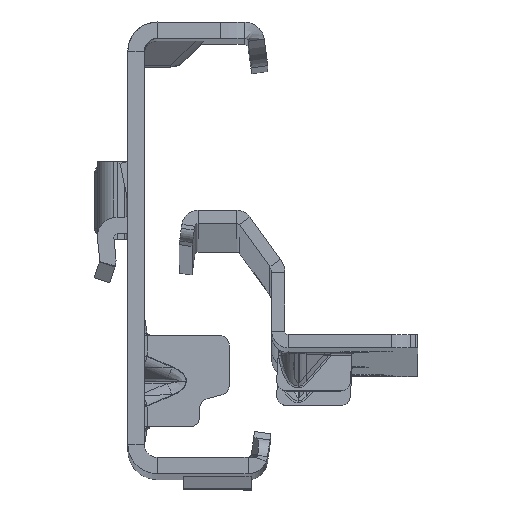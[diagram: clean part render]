
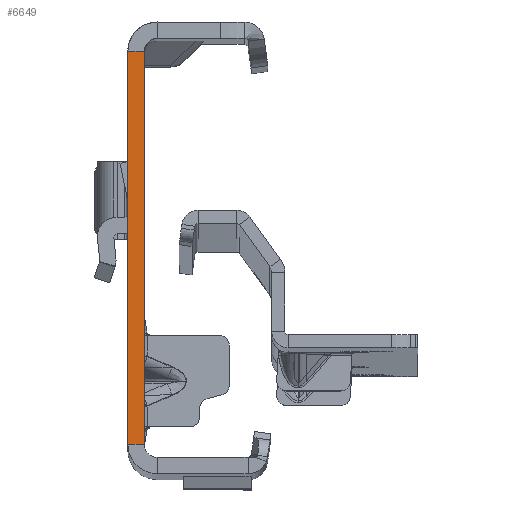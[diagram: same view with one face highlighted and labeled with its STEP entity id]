
A CAD part, top view. The second image highlights one B-rep face of the part: STEP entity #6649.
In plain terms, the highlighted planar face has unit normal (0, 0, 1).
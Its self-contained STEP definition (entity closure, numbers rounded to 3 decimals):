
#421 = LINE ( 'NONE', #8940, #16544 ) ;
#1204 = EDGE_CURVE ( 'NONE', #13849, #16274, #2360, .T. ) ;
#1255 = FACE_OUTER_BOUND ( 'NONE', #13126, .T. ) ;
#1428 = ORIENTED_EDGE ( 'NONE', *, *, #15984, .T. ) ;
#2360 = LINE ( 'NONE', #2722, #13589 ) ;
#2722 = CARTESIAN_POINT ( 'NONE',  ( 0., 30., 0. ) ) ;
#3443 = ORIENTED_EDGE ( 'NONE', *, *, #3719, .F. ) ;
#3446 = ORIENTED_EDGE ( 'NONE', *, *, #1204, .T. ) ;
#3719 = EDGE_CURVE ( 'NONE', #14735, #7770, #421, .T. ) ;
#3742 = LINE ( 'NONE', #17964, #5245 ) ;
#3997 = DIRECTION ( 'NONE',  ( 0., 0., 1. ) ) ;
#5245 = VECTOR ( 'NONE', #12144, 1000. ) ;
#5416 = CARTESIAN_POINT ( 'NONE',  ( -2.5, -30., 0. ) ) ;
#6076 = VECTOR ( 'NONE', #17516, 1000. ) ;
#6405 = CARTESIAN_POINT ( 'NONE',  ( 0., -32., 0. ) ) ;
#6649 = ADVANCED_FACE ( 'NONE', ( #1255 ), #6907, .T. ) ;
#6907 = PLANE ( 'NONE',  #8457 ) ;
#7770 = VERTEX_POINT ( 'NONE', #5416 ) ;
#8369 = CARTESIAN_POINT ( 'NONE',  ( -2.5, -32., 0. ) ) ;
#8457 = AXIS2_PLACEMENT_3D ( 'NONE', #8369, #3997, #12477 ) ;
#8645 = CARTESIAN_POINT ( 'NONE',  ( -2.5, 30., 0. ) ) ;
#8940 = CARTESIAN_POINT ( 'NONE',  ( 0., -30., 0. ) ) ;
#9652 = ORIENTED_EDGE ( 'NONE', *, *, #13165, .F. ) ;
#11762 = CARTESIAN_POINT ( 'NONE',  ( 0., 30., 0. ) ) ;
#12144 = DIRECTION ( 'NONE',  ( 0., -1., 0. ) ) ;
#12477 = DIRECTION ( 'NONE',  ( 1., 0., 0. ) ) ;
#13034 = DIRECTION ( 'NONE',  ( -1., 0., 0. ) ) ;
#13126 = EDGE_LOOP ( 'NONE', ( #9652, #3446, #1428, #3443 ) ) ;
#13165 = EDGE_CURVE ( 'NONE', #13849, #14735, #15961, .T. ) ;
#13589 = VECTOR ( 'NONE', #16215, 1000. ) ;
#13849 = VERTEX_POINT ( 'NONE', #11762 ) ;
#14735 = VERTEX_POINT ( 'NONE', #15873 ) ;
#15873 = CARTESIAN_POINT ( 'NONE',  ( 0., -30., 0. ) ) ;
#15961 = LINE ( 'NONE', #6405, #6076 ) ;
#15984 = EDGE_CURVE ( 'NONE', #16274, #7770, #3742, .T. ) ;
#16215 = DIRECTION ( 'NONE',  ( -1., 0., 0. ) ) ;
#16274 = VERTEX_POINT ( 'NONE', #8645 ) ;
#16544 = VECTOR ( 'NONE', #13034, 1000. ) ;
#17516 = DIRECTION ( 'NONE',  ( 0., -1., 0. ) ) ;
#17964 = CARTESIAN_POINT ( 'NONE',  ( -2.5, -32., 0. ) ) ;
